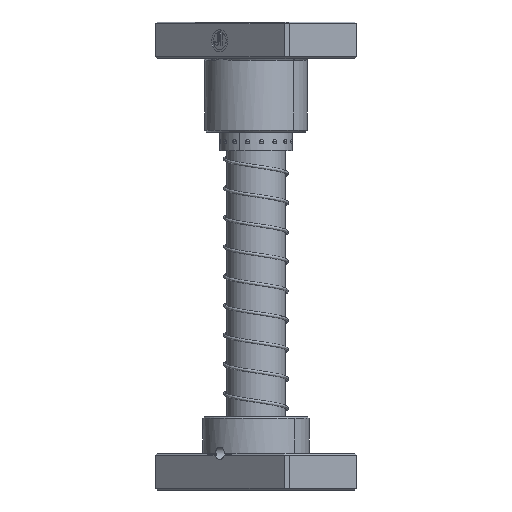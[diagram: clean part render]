
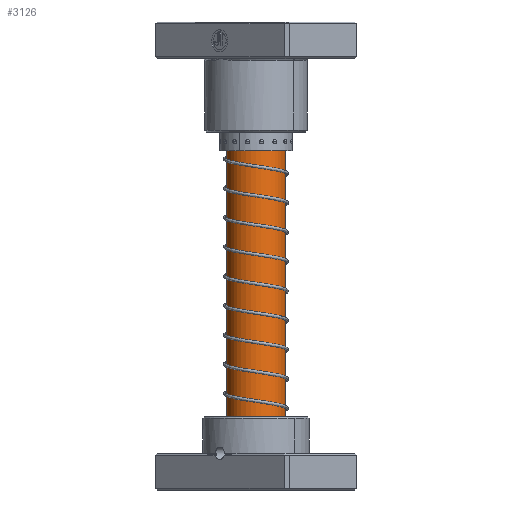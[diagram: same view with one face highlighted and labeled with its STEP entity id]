
A CAD part, front view. The second image highlights one B-rep face of the part: STEP entity #3126.
In plain terms, the highlighted cylindrical face has radius 16 mm (diameter 32 mm), a partial arc.
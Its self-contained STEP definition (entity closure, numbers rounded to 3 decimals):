
#995 = FACE_OUTER_BOUND ( 'NONE', #38779, .T. ) ;
#2805 = EDGE_CURVE ( 'NONE', #39586, #19409, #21351, .T. ) ;
#3126 = ADVANCED_FACE ( 'NONE', ( #995 ), #27162, .T. ) ;
#3198 = VECTOR ( 'NONE', #26913, 1000. ) ;
#4807 = DIRECTION ( 'NONE',  ( 0., 0., -1. ) ) ;
#6526 = CARTESIAN_POINT ( 'NONE',  ( -16., 0., 220. ) ) ;
#6557 = VERTEX_POINT ( 'NONE', #28038 ) ;
#9712 = EDGE_CURVE ( 'NONE', #6557, #39586, #22426, .T. ) ;
#10725 = ORIENTED_EDGE ( 'NONE', *, *, #9712, .T. ) ;
#15566 = ORIENTED_EDGE ( 'NONE', *, *, #31510, .F. ) ;
#16279 = ORIENTED_EDGE ( 'NONE', *, *, #2805, .T. ) ;
#16736 = CARTESIAN_POINT ( 'NONE',  ( 16., 0., 24.25 ) ) ;
#17568 = DIRECTION ( 'NONE',  ( 0., 0., -1. ) ) ;
#18466 = CARTESIAN_POINT ( 'NONE',  ( 0., 0., 24.25 ) ) ;
#18927 = VERTEX_POINT ( 'NONE', #16736 ) ;
#19167 = AXIS2_PLACEMENT_3D ( 'NONE', #18466, #42351, #21865 ) ;
#19409 = VERTEX_POINT ( 'NONE', #39560 ) ;
#21351 = LINE ( 'NONE', #6526, #3198 ) ;
#21865 = DIRECTION ( 'NONE',  ( -1., 0., 0. ) ) ;
#21958 = EDGE_CURVE ( 'NONE', #18927, #19409, #25140, .T. ) ;
#22426 = CIRCLE ( 'NONE', #42388, 16. ) ;
#25140 = CIRCLE ( 'NONE', #19167, 16. ) ;
#26913 = DIRECTION ( 'NONE',  ( 0., 0., -1. ) ) ;
#27162 = CYLINDRICAL_SURFACE ( 'NONE', #31286, 16. ) ;
#28038 = CARTESIAN_POINT ( 'NONE',  ( 16., 0., 217. ) ) ;
#28679 = CARTESIAN_POINT ( 'NONE',  ( 0., 0., 220. ) ) ;
#28867 = CARTESIAN_POINT ( 'NONE',  ( 16., 0., 220. ) ) ;
#31286 = AXIS2_PLACEMENT_3D ( 'NONE', #28679, #4807, #38729 ) ;
#31510 = EDGE_CURVE ( 'NONE', #6557, #18927, #43766, .T. ) ;
#33595 = ORIENTED_EDGE ( 'NONE', *, *, #21958, .F. ) ;
#34723 = VECTOR ( 'NONE', #42602, 1000. ) ;
#38080 = CARTESIAN_POINT ( 'NONE',  ( 0., 0., 217. ) ) ;
#38484 = CARTESIAN_POINT ( 'NONE',  ( -16., 0., 217. ) ) ;
#38729 = DIRECTION ( 'NONE',  ( -1., 0., 0. ) ) ;
#38779 = EDGE_LOOP ( 'NONE', ( #15566, #10725, #16279, #33595 ) ) ;
#39560 = CARTESIAN_POINT ( 'NONE',  ( -16., 0., 24.25 ) ) ;
#39586 = VERTEX_POINT ( 'NONE', #38484 ) ;
#41487 = DIRECTION ( 'NONE',  ( 1., 0., 0. ) ) ;
#42351 = DIRECTION ( 'NONE',  ( 0., 0., -1. ) ) ;
#42388 = AXIS2_PLACEMENT_3D ( 'NONE', #38080, #17568, #41487 ) ;
#42602 = DIRECTION ( 'NONE',  ( 0., 0., -1. ) ) ;
#43766 = LINE ( 'NONE', #28867, #34723 ) ;
